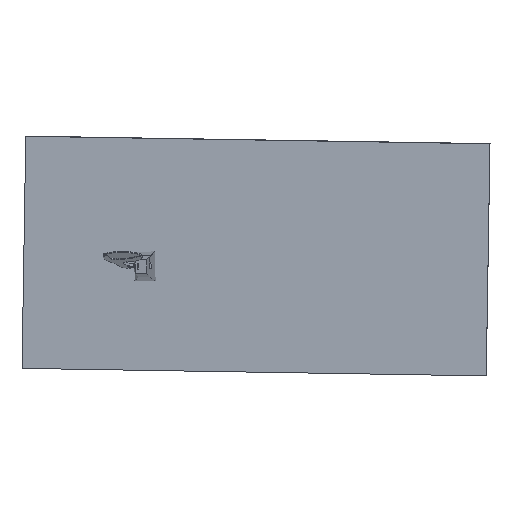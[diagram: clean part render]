
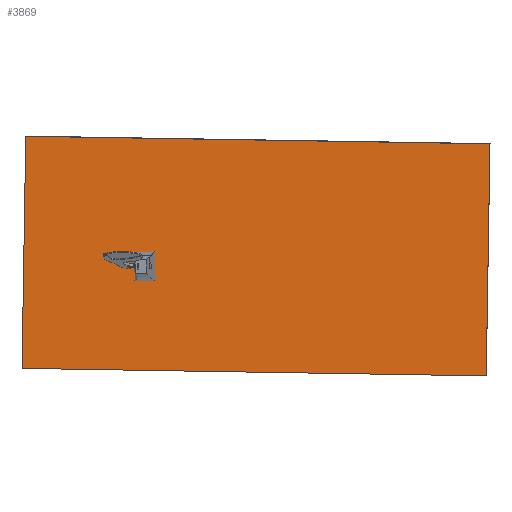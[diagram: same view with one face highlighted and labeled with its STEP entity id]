
A CAD part, front view. The second image highlights one B-rep face of the part: STEP entity #3869.
In plain terms, the highlighted face is planar.
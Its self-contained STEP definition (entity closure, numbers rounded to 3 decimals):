
#390 = DIRECTION ( 'NONE',  ( 0., 0., 1. ) ) ;
#812 = CARTESIAN_POINT ( 'NONE',  ( -729.947, 0., -141.377 ) ) ;
#1823 = AXIS2_PLACEMENT_3D ( 'NONE', #11541, #19554, #15025 ) ;
#2151 = VERTEX_POINT ( 'NONE', #14822 ) ;
#3245 = VECTOR ( 'NONE', #390, 1000. ) ;
#3869 = ADVANCED_FACE ( 'NONE', ( #14714 ), #6990, .F. ) ;
#3932 = DIRECTION ( 'NONE',  ( 1., 0., 0. ) ) ;
#4539 = ORIENTED_EDGE ( 'NONE', *, *, #8820, .F. ) ;
#6990 = PLANE ( 'NONE',  #1823 ) ;
#7849 = EDGE_CURVE ( 'NONE', #2151, #18955, #12345, .T. ) ;
#8087 = EDGE_LOOP ( 'NONE', ( #4539, #14581, #11080, #12149 ) ) ;
#8783 = CARTESIAN_POINT ( 'NONE',  ( -729.947, 0., 358.623 ) ) ;
#8820 = EDGE_CURVE ( 'NONE', #15494, #11766, #11798, .T. ) ;
#9280 = CARTESIAN_POINT ( 'NONE',  ( -729.947, 0., -141.377 ) ) ;
#9504 = CARTESIAN_POINT ( 'NONE',  ( -729.947, 0., -141.377 ) ) ;
#10824 = VECTOR ( 'NONE', #3932, 1000. ) ;
#11080 = ORIENTED_EDGE ( 'NONE', *, *, #7849, .F. ) ;
#11541 = CARTESIAN_POINT ( 'NONE',  ( 0., 0., 0. ) ) ;
#11766 = VERTEX_POINT ( 'NONE', #15061 ) ;
#11798 = LINE ( 'NONE', #812, #3245 ) ;
#12149 = ORIENTED_EDGE ( 'NONE', *, *, #12598, .F. ) ;
#12345 = LINE ( 'NONE', #20023, #14366 ) ;
#12598 = EDGE_CURVE ( 'NONE', #11766, #2151, #19768, .T. ) ;
#13042 = VECTOR ( 'NONE', #20269, 1000. ) ;
#14062 = LINE ( 'NONE', #9280, #13042 ) ;
#14366 = VECTOR ( 'NONE', #20364, 1000. ) ;
#14581 = ORIENTED_EDGE ( 'NONE', *, *, #20260, .F. ) ;
#14714 = FACE_OUTER_BOUND ( 'NONE', #8087, .T. ) ;
#14822 = CARTESIAN_POINT ( 'NONE',  ( 270.053, 0., 358.623 ) ) ;
#15025 = DIRECTION ( 'NONE',  ( 0., 0., 1. ) ) ;
#15061 = CARTESIAN_POINT ( 'NONE',  ( -729.947, 0., 358.623 ) ) ;
#15494 = VERTEX_POINT ( 'NONE', #9504 ) ;
#18955 = VERTEX_POINT ( 'NONE', #19441 ) ;
#19441 = CARTESIAN_POINT ( 'NONE',  ( 270.053, 0., -141.377 ) ) ;
#19554 = DIRECTION ( 'NONE',  ( 0., 1., 0. ) ) ;
#19768 = LINE ( 'NONE', #8783, #10824 ) ;
#20023 = CARTESIAN_POINT ( 'NONE',  ( 270.053, 0., -141.377 ) ) ;
#20260 = EDGE_CURVE ( 'NONE', #18955, #15494, #14062, .T. ) ;
#20269 = DIRECTION ( 'NONE',  ( -1., 0., 0. ) ) ;
#20364 = DIRECTION ( 'NONE',  ( 0., 0., -1. ) ) ;
